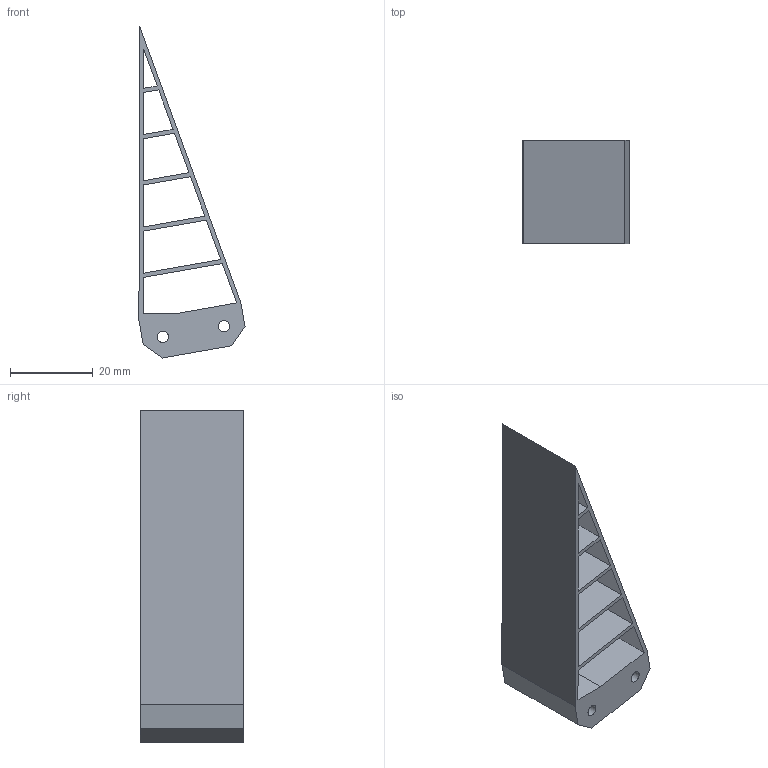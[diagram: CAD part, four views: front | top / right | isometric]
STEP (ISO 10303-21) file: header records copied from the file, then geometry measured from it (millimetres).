
FILE_DESCRIPTION(/* description */ (''),/* implementation_level */ '2;1');
FILE_NAME(/* name */ 'Dedo_Garra.step',/* time_stamp */ '2025-07-09T19:35:25-03:00',/* author */ (''),/* organization */ (''),/* preprocessor_version */ 'ST-DEVELOPER v20.1',/* originating_system */ 'Autodesk Translation Framework v14.10.0.0',/* authorisation */ '');
FILE_SCHEMA (('AUTOMOTIVE_DESIGN { 1 0 10303 214 3 1 1 }'));
Length unit declared in the file: millimetre
Products named in the file (1): Garra
Bounding box: 25.66 x 25 x 80.26 mm (x, y, z)
Volume: 10516.3 mm3; surface area: 12226.1 mm2
Topology: 1 solids, 1 shells, 35 faces, 99 edges, 66 vertices
Faces by surface type: plane 33, cylinder 2
Full cylindrical faces by diameter (mm): 2.75 x2
Entity records: 1171 total; most frequent: CARTESIAN_POINT 201, ORIENTED_EDGE 198, DIRECTION 175, EDGE_CURVE 99, LINE 95, VECTOR 95, VERTEX_POINT 66, EDGE_LOOP 51
